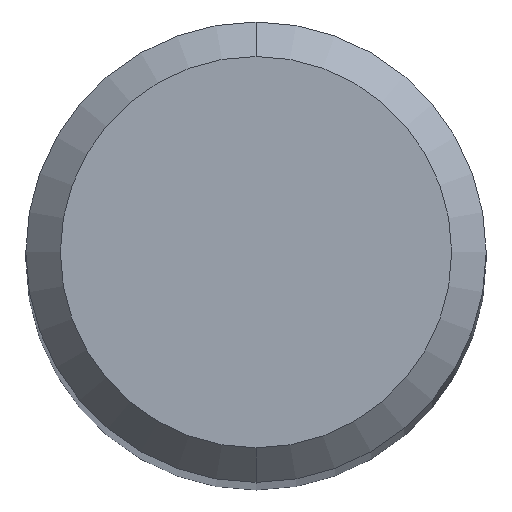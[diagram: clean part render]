
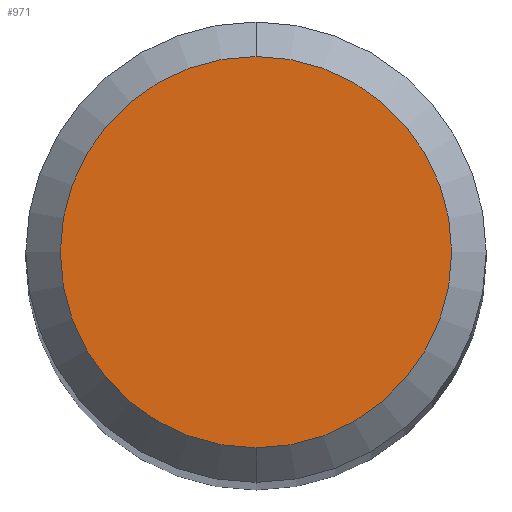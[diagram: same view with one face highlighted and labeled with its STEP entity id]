
A CAD part, top view. The second image highlights one B-rep face of the part: STEP entity #971.
In plain terms, the highlighted planar face has unit normal (0, 0, 1).
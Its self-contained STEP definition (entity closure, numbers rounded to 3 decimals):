
#519=EDGE_CURVE('',#723,#737,#1190,.T.);
#569=EDGE_CURVE('',#737,#723,#1245,.T.);
#723=VERTEX_POINT('',#1415);
#737=VERTEX_POINT('',#1429);
#971=ADVANCED_FACE('',(#1691),#1692,.T.);
#1190=CIRCLE('',#2142,1.7);
#1245=CIRCLE('',#2401,1.7);
#1415=CARTESIAN_POINT('',(0.,-1.7,0.0));
#1429=CARTESIAN_POINT('',(0.0,1.7,0.0));
#1691=FACE_OUTER_BOUND('',#4290,.T.);
#1692=PLANE('',#4291);
#2142=AXIS2_PLACEMENT_3D('',#4617,#4618,#4619);
#2401=AXIS2_PLACEMENT_3D('',#4680,#4681,#4682);
#4290=EDGE_LOOP('',(#5221,#5222));
#4291=AXIS2_PLACEMENT_3D('',#5223,#5224,#5225);
#4617=CARTESIAN_POINT('',(0.0,0.0,0.0));
#4618=DIRECTION('',(0.0,0.0,-1.0));
#4619=DIRECTION('',(0.0,1.0,0.0));
#4680=CARTESIAN_POINT('',(0.0,0.0,0.0));
#4681=DIRECTION('',(0.0,0.0,-1.0));
#4682=DIRECTION('',(0.0,1.0,0.0));
#5221=ORIENTED_EDGE('',*,*,#569,.F.);
#5222=ORIENTED_EDGE('',*,*,#519,.F.);
#5223=CARTESIAN_POINT('',(0.0,0.85,0.0));
#5224=DIRECTION('',(-0.0,0.0,1.0));
#5225=DIRECTION('',(0.0,-1.0,0.0));
